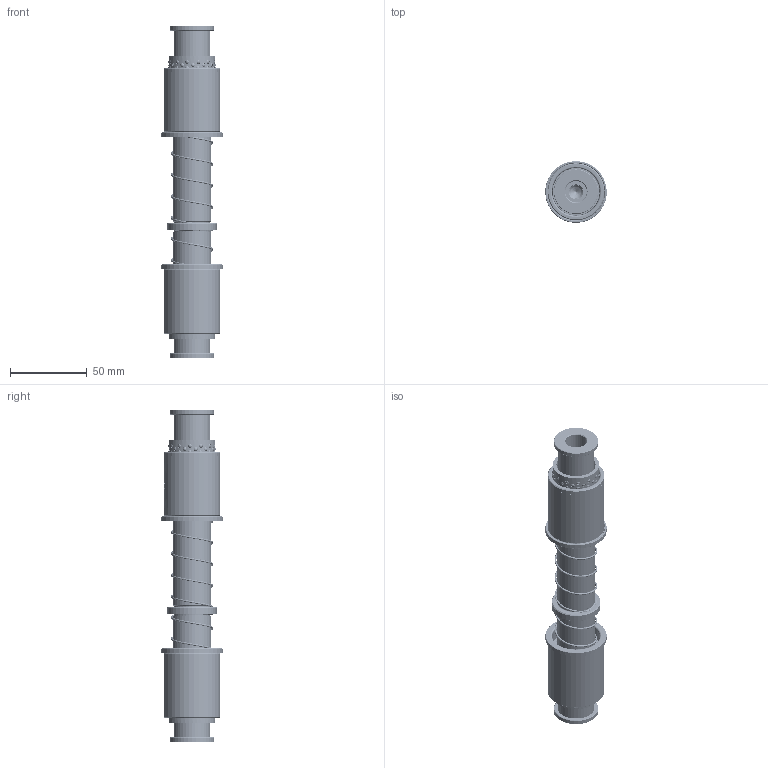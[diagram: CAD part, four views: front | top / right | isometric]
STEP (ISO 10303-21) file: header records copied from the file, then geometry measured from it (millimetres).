
FILE_DESCRIPTION (( 'STEP AP214' ), '1' );
FILE_NAME ('BJGPH BSGPH-D25-LA100-LB60-絳杶45.STEP', '2021-09-30T00:18:08', ( 'User' ), ( 'china' ), 'SwSTEP 2.0', 'SolidWorks 2016', '' );
FILE_SCHEMA (( 'AUTOMOTIVE_DESIGN' ));
Length unit declared in the file: millimetre
Products named in the file (10): BSH BJH-D30.5-25.5-L40; BALL-D3; HWP-B-D27.9-d25.5-L90; HWP-B-D27.9-d25.5-L50; GGTK-D29-d24 - 25; GPWH-D25-100-60-10; BJGPH BSGPH-D25-LA100-LB60-絳杶45; GBBH--D37-d31-L45; GBBH-D37-d31-L45
Assembly tree (231 placements, depth 3):
  BJGPH BSGPH-D25-LA100-LB60-絳杶45
    GPWH-D25-100-60-10
    GGTK-D29-d24 - 25  x2
    HWP-B-D27.9-d25.5-L50
    HWP-B-D27.9-d25.5-L90
    BSH BJH-D30.5-25.5-L40  x2
      BSH BJH-D30.5-25.5-L40
      BALL-D3
    GBBH-D37-d31-L45
    GBBH--D37-d31-L45
Bounding box: 39.91 x 39.91 x 216 mm (x, y, z)
Volume: 144397.4 mm3; surface area: 84826.6 mm2
Topology: 451 solids, 451 shells, 1978 faces, 8518 edges, 5648 vertices
Faces by surface type: sphere 1768, cylinder 68, cone 68, plane 42, torus 20, bspline 12
Entity records: 45483 total; most frequent: CARTESIAN_POINT 27816, ORIENTED_EDGE 3526, DIRECTION 3133, EDGE_CURVE 1763, AXIS2_PLACEMENT_3D 1493, VERTEX_POINT 1152, EDGE_LOOP 1071, B_SPLINE_CURVE_WITH_KNOTS 966
